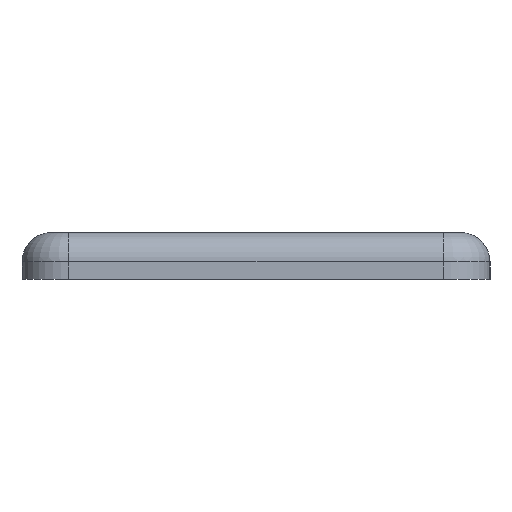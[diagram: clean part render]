
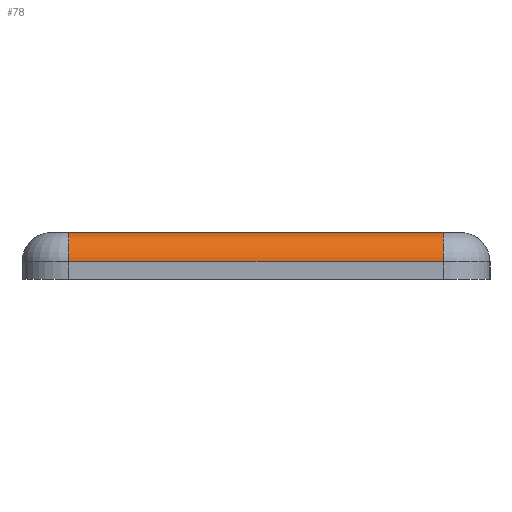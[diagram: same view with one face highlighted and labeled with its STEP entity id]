
A CAD part, left-side view. The second image highlights one B-rep face of the part: STEP entity #78.
In plain terms, the highlighted cylindrical face has radius 2.5 mm (diameter 5 mm), a partial arc.
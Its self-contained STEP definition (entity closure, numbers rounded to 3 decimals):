
#66 = CARTESIAN_POINT ( 'NONE',  ( 2.5, 4., 4. ) ) ;
#78 = ADVANCED_FACE ( 'NONE', ( #277 ), #560, .T. ) ;
#81 = ORIENTED_EDGE ( 'NONE', *, *, #361, .T. ) ;
#86 = CARTESIAN_POINT ( 'NONE',  ( 2.5, 4., 1.5 ) ) ;
#103 = CARTESIAN_POINT ( 'NONE',  ( 0., 4., 1.5 ) ) ;
#115 = CARTESIAN_POINT ( 'NONE',  ( 2.5, 4., 1.5 ) ) ;
#143 = AXIS2_PLACEMENT_3D ( 'NONE', #115, #648, #656 ) ;
#164 = AXIS2_PLACEMENT_3D ( 'NONE', #86, #455, #420 ) ;
#166 = CIRCLE ( 'NONE', #164, 2.5 ) ;
#181 = ORIENTED_EDGE ( 'NONE', *, *, #369, .F. ) ;
#188 = CARTESIAN_POINT ( 'NONE',  ( 2.5, 4., 4. ) ) ;
#189 = LINE ( 'NONE', #188, #293 ) ;
#194 = CARTESIAN_POINT ( 'NONE',  ( 2.5, 36., 1.5 ) ) ;
#211 = ORIENTED_EDGE ( 'NONE', *, *, #327, .T. ) ;
#250 = DIRECTION ( 'NONE',  ( 0., 0., 1. ) ) ;
#277 = FACE_OUTER_BOUND ( 'NONE', #278, .T. ) ;
#278 = EDGE_LOOP ( 'NONE', ( #663, #181, #81, #211 ) ) ;
#293 = VECTOR ( 'NONE', #568, 1000. ) ;
#309 = CIRCLE ( 'NONE', #403, 2.5 ) ;
#327 = EDGE_CURVE ( 'NONE', #578, #334, #189, .T. ) ;
#334 = VERTEX_POINT ( 'NONE', #452 ) ;
#335 = EDGE_CURVE ( 'NONE', #468, #334, #309, .T. ) ;
#361 = EDGE_CURVE ( 'NONE', #617, #578, #166, .T. ) ;
#369 = EDGE_CURVE ( 'NONE', #617, #468, #464, .T. ) ;
#403 = AXIS2_PLACEMENT_3D ( 'NONE', #194, #559, #250 ) ;
#420 = DIRECTION ( 'NONE',  ( 0., 0., 1. ) ) ;
#426 = CARTESIAN_POINT ( 'NONE',  ( 0., 36., 1.5 ) ) ;
#452 = CARTESIAN_POINT ( 'NONE',  ( 2.5, 36., 4. ) ) ;
#455 = DIRECTION ( 'NONE',  ( 0., 1., 0. ) ) ;
#464 = LINE ( 'NONE', #638, #576 ) ;
#468 = VERTEX_POINT ( 'NONE', #426 ) ;
#559 = DIRECTION ( 'NONE',  ( 0., 1., 0. ) ) ;
#560 = CYLINDRICAL_SURFACE ( 'NONE', #143, 2.5 ) ;
#568 = DIRECTION ( 'NONE',  ( 0., 1., 0. ) ) ;
#576 = VECTOR ( 'NONE', #684, 1000. ) ;
#578 = VERTEX_POINT ( 'NONE', #66 ) ;
#617 = VERTEX_POINT ( 'NONE', #103 ) ;
#638 = CARTESIAN_POINT ( 'NONE',  ( 0., 4., 1.5 ) ) ;
#648 = DIRECTION ( 'NONE',  ( 0., 1., 0. ) ) ;
#656 = DIRECTION ( 'NONE',  ( 0., 0., 1. ) ) ;
#663 = ORIENTED_EDGE ( 'NONE', *, *, #335, .F. ) ;
#684 = DIRECTION ( 'NONE',  ( 0., 1., 0. ) ) ;
